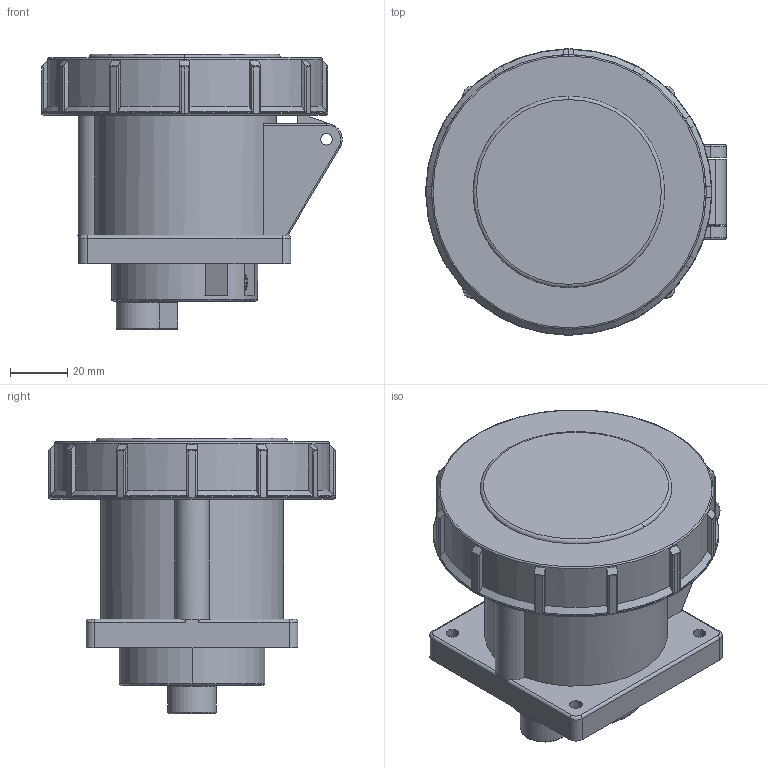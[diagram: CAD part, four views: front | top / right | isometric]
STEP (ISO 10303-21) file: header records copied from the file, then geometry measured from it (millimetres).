
FILE_DESCRIPTION (( 'STEP AP203' ), '1' );
FILE_NAME ('Ðîçåòêà ñòàöèîíàðíàÿ âíóòðåííÿÿ ps-3252-32-380.STEP', '2018-09-04T07:10:37', ( '' ), ( '' ), 'SwSTEP 2.0', 'SolidWorks 2017', '' );
FILE_SCHEMA (( 'CONFIG_CONTROL_DESIGN' ));
Length unit declared in the file: millimetre
Products named in the file (4): Êîëîäêà 3252,4252; 扻豵鵨 3252; Êðûøêà 3242,3252,4242,4252; Ðîçåòêà ñòàöèîíàðíàÿ âíóòðåííÿÿ ps-3252-32-380
Assembly tree (3 placements, depth 2):
  Ðîçåòêà ñòàöèîíàðíàÿ âíóòðåííÿÿ ps-3252-32-380
    扻豵鵨 3252
    Êîëîäêà 3252,4252
    Êðûøêà 3242,3252,4242,4252
Bounding box: 105 x 100 x 96.2 mm (x, y, z)
Volume: 269789.4 mm3; surface area: 91017 mm2
Topology: 9 solids, 9 shells, 452 faces, 1160 edges, 744 vertices
Faces by surface type: plane 195, cylinder 143, torus 79, cone 35
Entity records: 14459 total; most frequent: CARTESIAN_POINT 3024, ORIENTED_EDGE 2320, DIRECTION 2297, EDGE_CURVE 1160, AXIS2_PLACEMENT_3D 859, VERTEX_POINT 744, LINE 579, VECTOR 579
